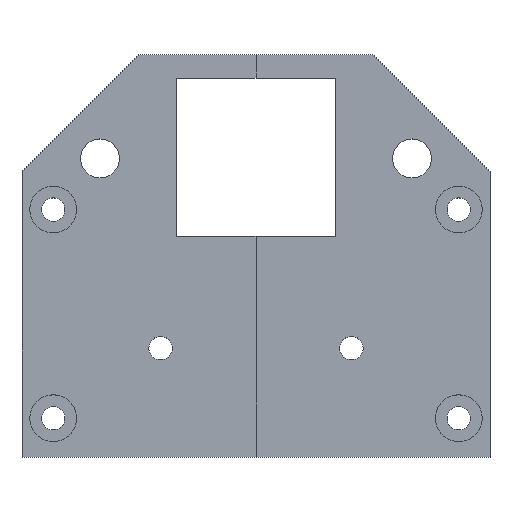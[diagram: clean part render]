
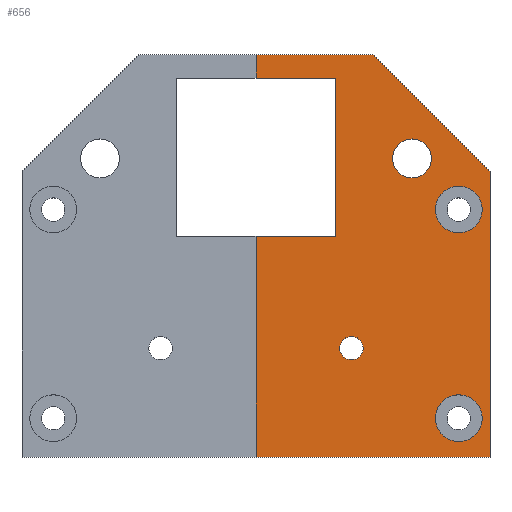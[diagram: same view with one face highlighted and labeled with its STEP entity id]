
A CAD part, top view. The second image highlights one B-rep face of the part: STEP entity #656.
In plain terms, the highlighted planar face has unit normal (0, 0, 1).
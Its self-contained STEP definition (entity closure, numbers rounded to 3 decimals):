
#232 = VERTEX_POINT('',#233);
#233 = CARTESIAN_POINT('',(15.,40.6,9.));
#241 = VERTEX_POINT('',#242);
#242 = CARTESIAN_POINT('',(0.,40.6,9.));
#248 = EDGE_CURVE('',#241,#232,#249,.T.);
#249 = LINE('',#250,#251);
#250 = CARTESIAN_POINT('',(0.,40.6,9.));
#251 = VECTOR('',#252,1.);
#252 = DIRECTION('',(1.,0.,0.));
#540 = VERTEX_POINT('',#541);
#541 = CARTESIAN_POINT('',(17.5,27.3,9.));
#547 = EDGE_CURVE('',#540,#540,#548,.T.);
#548 = CIRCLE('',#549,2.5);
#549 = AXIS2_PLACEMENT_3D('',#550,#551,#552);
#550 = CARTESIAN_POINT('',(20.,27.3,9.));
#551 = DIRECTION('',(0.,0.,-1.));
#552 = DIRECTION('',(-1.,0.,0.));
#589 = EDGE_CURVE('',#232,#590,#592,.T.);
#590 = VERTEX_POINT('',#591);
#591 = CARTESIAN_POINT('',(30.,25.6,9.));
#592 = LINE('',#593,#594);
#593 = CARTESIAN_POINT('',(24.856,30.744,9.));
#594 = VECTOR('',#595,1.);
#595 = DIRECTION('',(0.707,-0.707,0.));
#656 = ADVANCED_FACE('',(#657,#715,#726,#737,#740),#751,.T.);
#657 = FACE_BOUND('',#658,.T.);
#658 = EDGE_LOOP('',(#659,#660,#668,#676,#684,#692,#700,#708,#714));
#659 = ORIENTED_EDGE('',*,*,#248,.F.);
#660 = ORIENTED_EDGE('',*,*,#661,.F.);
#661 = EDGE_CURVE('',#662,#241,#664,.T.);
#662 = VERTEX_POINT('',#663);
#663 = CARTESIAN_POINT('',(0.,37.6,9.));
#664 = LINE('',#665,#666);
#665 = CARTESIAN_POINT('',(0.,37.6,9.));
#666 = VECTOR('',#667,1.);
#667 = DIRECTION('',(0.,1.,0.));
#668 = ORIENTED_EDGE('',*,*,#669,.F.);
#669 = EDGE_CURVE('',#670,#662,#672,.T.);
#670 = VERTEX_POINT('',#671);
#671 = CARTESIAN_POINT('',(10.15,37.6,9.));
#672 = LINE('',#673,#674);
#673 = CARTESIAN_POINT('',(10.15,37.6,9.));
#674 = VECTOR('',#675,1.);
#675 = DIRECTION('',(-1.,0.,0.));
#676 = ORIENTED_EDGE('',*,*,#677,.F.);
#677 = EDGE_CURVE('',#678,#670,#680,.T.);
#678 = VERTEX_POINT('',#679);
#679 = CARTESIAN_POINT('',(10.15,17.3,9.));
#680 = LINE('',#681,#682);
#681 = CARTESIAN_POINT('',(10.15,17.3,9.));
#682 = VECTOR('',#683,1.);
#683 = DIRECTION('',(0.,1.,0.));
#684 = ORIENTED_EDGE('',*,*,#685,.F.);
#685 = EDGE_CURVE('',#686,#678,#688,.T.);
#686 = VERTEX_POINT('',#687);
#687 = CARTESIAN_POINT('',(0.,17.3,9.));
#688 = LINE('',#689,#690);
#689 = CARTESIAN_POINT('',(0.,17.3,9.));
#690 = VECTOR('',#691,1.);
#691 = DIRECTION('',(1.,0.,0.));
#692 = ORIENTED_EDGE('',*,*,#693,.F.);
#693 = EDGE_CURVE('',#694,#686,#696,.T.);
#694 = VERTEX_POINT('',#695);
#695 = CARTESIAN_POINT('',(0.,-11.,9.));
#696 = LINE('',#697,#698);
#697 = CARTESIAN_POINT('',(0.,-11.,9.));
#698 = VECTOR('',#699,1.);
#699 = DIRECTION('',(0.,1.,0.));
#700 = ORIENTED_EDGE('',*,*,#701,.F.);
#701 = EDGE_CURVE('',#702,#694,#704,.T.);
#702 = VERTEX_POINT('',#703);
#703 = CARTESIAN_POINT('',(30.,-11.,9.));
#704 = LINE('',#705,#706);
#705 = CARTESIAN_POINT('',(30.,-11.,9.));
#706 = VECTOR('',#707,1.);
#707 = DIRECTION('',(-1.,0.,0.));
#708 = ORIENTED_EDGE('',*,*,#709,.F.);
#709 = EDGE_CURVE('',#590,#702,#710,.T.);
#710 = LINE('',#711,#712);
#711 = CARTESIAN_POINT('',(30.,40.6,9.));
#712 = VECTOR('',#713,1.);
#713 = DIRECTION('',(0.,-1.,0.));
#714 = ORIENTED_EDGE('',*,*,#589,.F.);
#715 = FACE_BOUND('',#716,.T.);
#716 = EDGE_LOOP('',(#717));
#717 = ORIENTED_EDGE('',*,*,#718,.T.);
#718 = EDGE_CURVE('',#719,#719,#721,.T.);
#719 = VERTEX_POINT('',#720);
#720 = CARTESIAN_POINT('',(13.74,2.991,9.));
#721 = CIRCLE('',#722,1.5);
#722 = AXIS2_PLACEMENT_3D('',#723,#724,#725);
#723 = CARTESIAN_POINT('',(12.24,2.991,9.));
#724 = DIRECTION('',(0.,0.,-1.));
#725 = DIRECTION('',(1.,0.,0.));
#726 = FACE_BOUND('',#727,.T.);
#727 = EDGE_LOOP('',(#728));
#728 = ORIENTED_EDGE('',*,*,#729,.T.);
#729 = EDGE_CURVE('',#730,#730,#732,.T.);
#730 = VERTEX_POINT('',#731);
#731 = CARTESIAN_POINT('',(23.,-6.,9.));
#732 = CIRCLE('',#733,3.);
#733 = AXIS2_PLACEMENT_3D('',#734,#735,#736);
#734 = CARTESIAN_POINT('',(26.,-6.,9.));
#735 = DIRECTION('',(0.,0.,-1.));
#736 = DIRECTION('',(-1.,-0.,-0.));
#737 = FACE_BOUND('',#738,.T.);
#738 = EDGE_LOOP('',(#739));
#739 = ORIENTED_EDGE('',*,*,#547,.T.);
#740 = FACE_BOUND('',#741,.T.);
#741 = EDGE_LOOP('',(#742));
#742 = ORIENTED_EDGE('',*,*,#743,.T.);
#743 = EDGE_CURVE('',#744,#744,#746,.T.);
#744 = VERTEX_POINT('',#745);
#745 = CARTESIAN_POINT('',(23.,20.75,9.));
#746 = CIRCLE('',#747,3.);
#747 = AXIS2_PLACEMENT_3D('',#748,#749,#750);
#748 = CARTESIAN_POINT('',(26.,20.75,9.));
#749 = DIRECTION('',(0.,0.,-1.));
#750 = DIRECTION('',(-1.,-0.,-0.));
#751 = PLANE('',#752);
#752 = AXIS2_PLACEMENT_3D('',#753,#754,#755);
#753 = CARTESIAN_POINT('',(15.025,16.199,9.));
#754 = DIRECTION('',(0.,0.,1.));
#755 = DIRECTION('',(1.,0.,0.));
